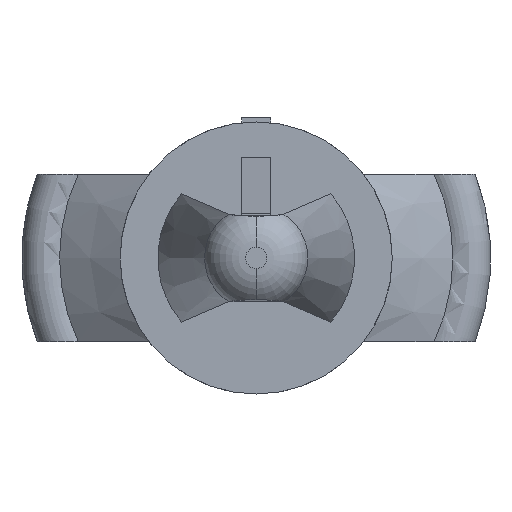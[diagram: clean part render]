
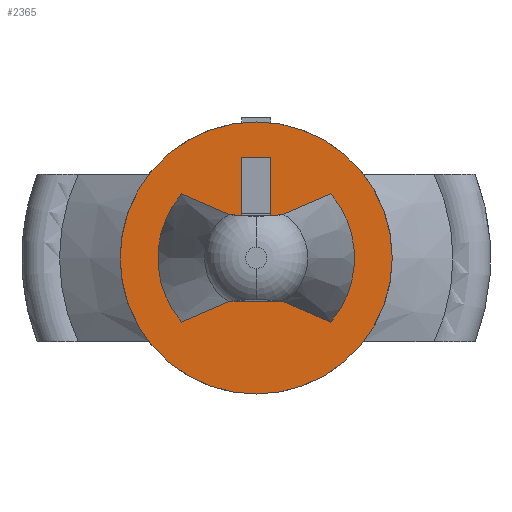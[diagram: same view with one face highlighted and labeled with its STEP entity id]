
A CAD part, left-side view. The second image highlights one B-rep face of the part: STEP entity #2365.
In plain terms, the highlighted planar face has unit normal (-1, 0, 0).
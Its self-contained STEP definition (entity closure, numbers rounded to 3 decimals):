
#73 = DIRECTION ( 'NONE',  ( 0., 0., -1. ) ) ;
#137 = EDGE_CURVE ( 'NONE', #1276, #1157, #4130, .T. ) ;
#308 = EDGE_LOOP ( 'NONE', ( #545, #5458, #5198, #2662 ) ) ;
#339 = CARTESIAN_POINT ( 'NONE',  ( -58.978, 262.47, 1.326 ) ) ;
#398 = AXIS2_PLACEMENT_3D ( 'NONE', #1498, #4463, #4919 ) ;
#533 = ORIENTED_EDGE ( 'NONE', *, *, #4748, .F. ) ;
#545 = ORIENTED_EDGE ( 'NONE', *, *, #5366, .F. ) ;
#606 = CARTESIAN_POINT ( 'NONE',  ( -58.978, 262.353, 1.379 ) ) ;
#661 = CIRCLE ( 'NONE', #1548, 2. ) ;
#691 = CARTESIAN_POINT ( 'NONE',  ( -58.978, 263.802, -3.25 ) ) ;
#780 = DIRECTION ( 'NONE',  ( 0., 0., 1. ) ) ;
#828 = EDGE_CURVE ( 'NONE', #1739, #1157, #2063, .T. ) ;
#900 = CARTESIAN_POINT ( 'NONE',  ( -58.978, 262.482, -1.319 ) ) ;
#934 = CIRCLE ( 'NONE', #3048, 1.428 ) ;
#941 = EDGE_CURVE ( 'NONE', #4849, #3440, #934, .T. ) ;
#955 = CARTESIAN_POINT ( 'NONE',  ( -58.978, 262.353, -1.379 ) ) ;
#1157 = VERTEX_POINT ( 'NONE', #3777 ) ;
#1189 = CARTESIAN_POINT ( 'NONE',  ( -58.978, 264.748, -1.16 ) ) ;
#1276 = VERTEX_POINT ( 'NONE', #606 ) ;
#1360 = CARTESIAN_POINT ( 'NONE',  ( -58.978, 265.251, -1.379 ) ) ;
#1470 = CARTESIAN_POINT ( 'NONE',  ( -58.978, 265.251, -1.379 ) ) ;
#1482 = EDGE_CURVE ( 'NONE', #1626, #3726, #2437, .T. ) ;
#1498 = CARTESIAN_POINT ( 'NONE',  ( -58.978, 263.802, 0. ) ) ;
#1548 = AXIS2_PLACEMENT_3D ( 'NONE', #2984, #2142, #4701 ) ;
#1586 = VERTEX_POINT ( 'NONE', #1470 ) ;
#1604 = DIRECTION ( 'NONE',  ( -1., 0., 0. ) ) ;
#1626 = VERTEX_POINT ( 'NONE', #691 ) ;
#1654 = EDGE_CURVE ( 'NONE', #1586, #3440, #3481, .T. ) ;
#1734 = EDGE_LOOP ( 'NONE', ( #2327, #2857 ) ) ;
#1739 = VERTEX_POINT ( 'NONE', #2716 ) ;
#1772 = EDGE_LOOP ( 'NONE', ( #3529, #2918, #533, #2521 ) ) ;
#1808 = PLANE ( 'NONE',  #4393 ) ;
#1872 = EDGE_CURVE ( 'NONE', #3726, #1626, #2781, .T. ) ;
#2063 = CIRCLE ( 'NONE', #2460, 1.428 ) ;
#2080 = EDGE_CURVE ( 'NONE', #3245, #1276, #3058, .T. ) ;
#2142 = DIRECTION ( 'NONE',  ( -1., 0., 0. ) ) ;
#2171 = EDGE_CURVE ( 'NONE', #4512, #1586, #661, .T. ) ;
#2216 = DIRECTION ( 'NONE',  ( 1., 0., 0. ) ) ;
#2262 = AXIS2_PLACEMENT_3D ( 'NONE', #5344, #4909, #4472 ) ;
#2327 = ORIENTED_EDGE ( 'NONE', *, *, #1872, .T. ) ;
#2334 = CARTESIAN_POINT ( 'NONE',  ( -58.978, 264.675, -1.13 ) ) ;
#2365 = ADVANCED_FACE ( 'NONE', ( #2520, #2658, #4646 ), #1808, .F. ) ;
#2392 = CARTESIAN_POINT ( 'NONE',  ( -58.978, 263.802, 0. ) ) ;
#2437 = CIRCLE ( 'NONE', #2262, 3.25 ) ;
#2438 = CARTESIAN_POINT ( 'NONE',  ( -58.978, 265.122, 1.319 ) ) ;
#2460 = AXIS2_PLACEMENT_3D ( 'NONE', #3038, #3053, #3062 ) ;
#2511 = CARTESIAN_POINT ( 'NONE',  ( -58.978, 263.802, 3.25 ) ) ;
#2520 = FACE_BOUND ( 'NONE', #308, .T. ) ;
#2521 = ORIENTED_EDGE ( 'NONE', *, *, #941, .T. ) ;
#2594 = CARTESIAN_POINT ( 'NONE',  ( -58.978, 262.929, -1.13 ) ) ;
#2658 = FACE_BOUND ( 'NONE', #1772, .T. ) ;
#2662 = ORIENTED_EDGE ( 'NONE', *, *, #2080, .F. ) ;
#2716 = CARTESIAN_POINT ( 'NONE',  ( -58.978, 262.929, -1.13 ) ) ;
#2781 = CIRCLE ( 'NONE', #4593, 3.25 ) ;
#2857 = ORIENTED_EDGE ( 'NONE', *, *, #1482, .T. ) ;
#2918 = ORIENTED_EDGE ( 'NONE', *, *, #2171, .F. ) ;
#2984 = CARTESIAN_POINT ( 'NONE',  ( -58.978, 263.802, 0. ) ) ;
#3038 = CARTESIAN_POINT ( 'NONE',  ( -58.978, 263.802, 0. ) ) ;
#3048 = AXIS2_PLACEMENT_3D ( 'NONE', #3647, #3816, #3876 ) ;
#3053 = DIRECTION ( 'NONE',  ( -1., 0., 0. ) ) ;
#3058 = CIRCLE ( 'NONE', #398, 2. ) ;
#3062 = DIRECTION ( 'NONE',  ( 0., 0., 1. ) ) ;
#3245 = VERTEX_POINT ( 'NONE', #955 ) ;
#3397 = CARTESIAN_POINT ( 'NONE',  ( -58.978, 262.929, 1.13 ) ) ;
#3438 = CARTESIAN_POINT ( 'NONE',  ( -58.978, 264.675, -1.13 ) ) ;
#3440 = VERTEX_POINT ( 'NONE', #2334 ) ;
#3445 = CARTESIAN_POINT ( 'NONE',  ( -58.978, 262.669, -1.237 ) ) ;
#3481 = B_SPLINE_CURVE_WITH_KNOTS ( 'NONE', 3,
 ( #1360, #4009, #4391, #1189, #3438 ),
 .UNSPECIFIED., .F., .F.,
 ( 4, 1, 4 ),
 ( 0.336, 0.648, 0.824 ),
 .UNSPECIFIED. ) ;
#3529 = ORIENTED_EDGE ( 'NONE', *, *, #1654, .F. ) ;
#3647 = CARTESIAN_POINT ( 'NONE',  ( -58.978, 263.802, 0. ) ) ;
#3726 = VERTEX_POINT ( 'NONE', #2511 ) ;
#3777 = CARTESIAN_POINT ( 'NONE',  ( -58.978, 262.929, 1.13 ) ) ;
#3815 = CARTESIAN_POINT ( 'NONE',  ( -58.978, 262.856, 1.16 ) ) ;
#3816 = DIRECTION ( 'NONE',  ( -1., 0., 0. ) ) ;
#3876 = DIRECTION ( 'NONE',  ( 0., 0., 1. ) ) ;
#3880 = CARTESIAN_POINT ( 'NONE',  ( -58.978, 262.353, -1.379 ) ) ;
#4009 = CARTESIAN_POINT ( 'NONE',  ( -58.978, 265.135, -1.326 ) ) ;
#4130 = B_SPLINE_CURVE_WITH_KNOTS ( 'NONE', 3,
 ( #4273, #339, #4147, #3815, #3397 ),
 .UNSPECIFIED., .F., .F.,
 ( 4, 1, 4 ),
 ( 0.336, 0.648, 0.824 ),
 .UNSPECIFIED. ) ;
#4132 = CARTESIAN_POINT ( 'NONE',  ( -58.978, 265.251, 1.379 ) ) ;
#4140 = CARTESIAN_POINT ( 'NONE',  ( -58.978, 264.676, 1.13 ) ) ;
#4147 = CARTESIAN_POINT ( 'NONE',  ( -58.978, 262.656, 1.243 ) ) ;
#4273 = CARTESIAN_POINT ( 'NONE',  ( -58.978, 262.353, 1.379 ) ) ;
#4342 = B_SPLINE_CURVE_WITH_KNOTS ( 'NONE', 3,
 ( #2594, #5142, #3445, #900, #3880 ),
 .UNSPECIFIED., .F., .F.,
 ( 4, 1, 4 ),
 ( 0.176, 0.316, 0.664 ),
 .UNSPECIFIED. ) ;
#4391 = CARTESIAN_POINT ( 'NONE',  ( -58.978, 264.949, -1.243 ) ) ;
#4393 = AXIS2_PLACEMENT_3D ( 'NONE', #4767, #2216, #73 ) ;
#4463 = DIRECTION ( 'NONE',  ( -1., 0., 0. ) ) ;
#4472 = DIRECTION ( 'NONE',  ( 0., 0., 1. ) ) ;
#4506 = B_SPLINE_CURVE_WITH_KNOTS ( 'NONE', 3,
 ( #4140, #4562, #4995, #2438, #5425 ),
 .UNSPECIFIED., .F., .F.,
 ( 4, 1, 4 ),
 ( 0.176, 0.316, 0.664 ),
 .UNSPECIFIED. ) ;
#4512 = VERTEX_POINT ( 'NONE', #4132 ) ;
#4562 = CARTESIAN_POINT ( 'NONE',  ( -58.978, 264.734, 1.154 ) ) ;
#4593 = AXIS2_PLACEMENT_3D ( 'NONE', #2392, #1604, #780 ) ;
#4617 = CARTESIAN_POINT ( 'NONE',  ( -58.978, 264.676, 1.13 ) ) ;
#4646 = FACE_OUTER_BOUND ( 'NONE', #1734, .T. ) ;
#4701 = DIRECTION ( 'NONE',  ( 0., 0., 1. ) ) ;
#4748 = EDGE_CURVE ( 'NONE', #4849, #4512, #4506, .T. ) ;
#4767 = CARTESIAN_POINT ( 'NONE',  ( -58.978, 263.802, 0. ) ) ;
#4849 = VERTEX_POINT ( 'NONE', #4617 ) ;
#4909 = DIRECTION ( 'NONE',  ( -1., 0., 0. ) ) ;
#4919 = DIRECTION ( 'NONE',  ( 0., 0., 1. ) ) ;
#4995 = CARTESIAN_POINT ( 'NONE',  ( -58.978, 264.936, 1.237 ) ) ;
#5142 = CARTESIAN_POINT ( 'NONE',  ( -58.978, 262.87, -1.154 ) ) ;
#5198 = ORIENTED_EDGE ( 'NONE', *, *, #137, .F. ) ;
#5344 = CARTESIAN_POINT ( 'NONE',  ( -58.978, 263.802, 0. ) ) ;
#5366 = EDGE_CURVE ( 'NONE', #1739, #3245, #4342, .T. ) ;
#5425 = CARTESIAN_POINT ( 'NONE',  ( -58.978, 265.251, 1.379 ) ) ;
#5458 = ORIENTED_EDGE ( 'NONE', *, *, #828, .T. ) ;
